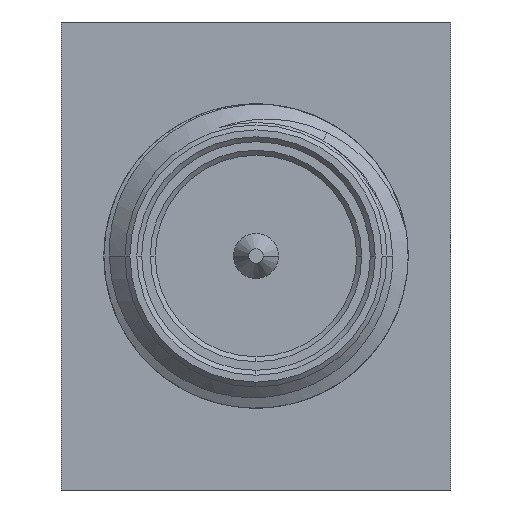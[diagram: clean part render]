
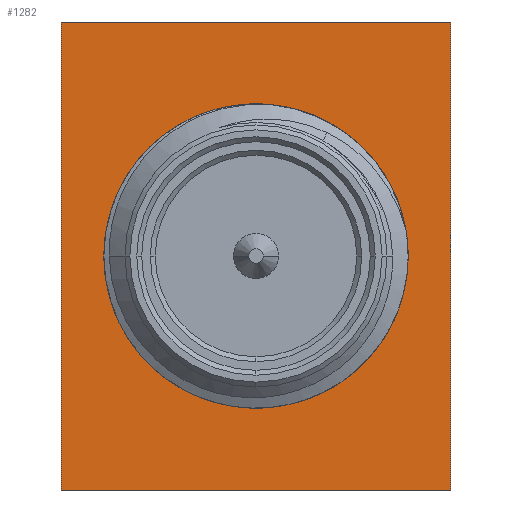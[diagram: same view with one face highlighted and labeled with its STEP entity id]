
A CAD part, left-side view. The second image highlights one B-rep face of the part: STEP entity #1282.
In plain terms, the highlighted planar face has unit normal (-1, 0, 0).
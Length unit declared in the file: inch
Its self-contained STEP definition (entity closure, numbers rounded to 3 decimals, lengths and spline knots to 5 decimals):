
#28 = CARTESIAN_POINT ( 'NONE',  ( -0.04921, -0.15591, 0.1874 ) ) ;
#109 = FACE_OUTER_BOUND ( 'NONE', #889, .T. ) ;
#396 = DIRECTION ( 'NONE',  ( 0., 1., 0. ) ) ;
#402 = CARTESIAN_POINT ( 'NONE',  ( -0.04921, 0.15591, -0.1874 ) ) ;
#464 = LINE ( 'NONE', #482, #4408 ) ;
#482 = CARTESIAN_POINT ( 'NONE',  ( -0.04921, -0.15591, -0.1874 ) ) ;
#505 = DIRECTION ( 'NONE',  ( 1., 0., 0. ) ) ;
#558 = CARTESIAN_POINT ( 'NONE',  ( -0.04921, -0.15591, 0.1874 ) ) ;
#679 = CARTESIAN_POINT ( 'NONE',  ( -0.04921, -0.15591, -0.1874 ) ) ;
#720 = LINE ( 'NONE', #402, #2565 ) ;
#763 = ORIENTED_EDGE ( 'NONE', *, *, #919, .T. ) ;
#808 = VERTEX_POINT ( 'NONE', #1548 ) ;
#833 = ORIENTED_EDGE ( 'NONE', *, *, #948, .T. ) ;
#842 = CARTESIAN_POINT ( 'NONE',  ( -0.04921, 0.15591, 0.1874 ) ) ;
#866 = ORIENTED_EDGE ( 'NONE', *, *, #2828, .F. ) ;
#889 = EDGE_LOOP ( 'NONE', ( #2035, #763, #3645, #833 ) ) ;
#919 = EDGE_CURVE ( 'NONE', #2633, #2041, #464, .T. ) ;
#948 = EDGE_CURVE ( 'NONE', #4124, #808, #2624, .T. ) ;
#974 = DIRECTION ( 'NONE',  ( -1., 0., 0. ) ) ;
#1028 = AXIS2_PLACEMENT_3D ( 'NONE', #4684, #974, #1780 ) ;
#1074 = CARTESIAN_POINT ( 'NONE',  ( -0.04921, 0.10492, 0. ) ) ;
#1127 = ORIENTED_EDGE ( 'NONE', *, *, #2238, .T. ) ;
#1129 = DIRECTION ( 'NONE',  ( 0., -1., 0. ) ) ;
#1156 = AXIS2_PLACEMENT_3D ( 'NONE', #1316, #505, #1286 ) ;
#1173 = VECTOR ( 'NONE', #3747, 39.37008 ) ;
#1227 = FACE_BOUND ( 'NONE', #4603, .T. ) ;
#1248 = AXIS2_PLACEMENT_3D ( 'NONE', #4098, #2219, #396 ) ;
#1251 = DIRECTION ( 'NONE',  ( 0., 0., 1. ) ) ;
#1282 = ADVANCED_FACE ( 'NONE', ( #109, #1227 ), #1407, .T. ) ;
#1286 = DIRECTION ( 'NONE',  ( 0., 1., 0. ) ) ;
#1316 = CARTESIAN_POINT ( 'NONE',  ( -0.04921, 0., 0. ) ) ;
#1407 = PLANE ( 'NONE',  #1028 ) ;
#1434 = CARTESIAN_POINT ( 'NONE',  ( -0.04921, -0.10492, 0. ) ) ;
#1548 = CARTESIAN_POINT ( 'NONE',  ( -0.04921, 0.15591, -0.1874 ) ) ;
#1625 = DIRECTION ( 'NONE',  ( 0., 0., -1. ) ) ;
#1780 = DIRECTION ( 'NONE',  ( 0., 0., 1. ) ) ;
#1809 = CARTESIAN_POINT ( 'NONE',  ( -0.04921, 0.15591, 0.1874 ) ) ;
#1935 = VERTEX_POINT ( 'NONE', #1434 ) ;
#2035 = ORIENTED_EDGE ( 'NONE', *, *, #2099, .T. ) ;
#2041 = VERTEX_POINT ( 'NONE', #558 ) ;
#2073 = EDGE_CURVE ( 'NONE', #2041, #4124, #2157, .T. ) ;
#2099 = EDGE_CURVE ( 'NONE', #808, #2633, #720, .T. ) ;
#2157 = LINE ( 'NONE', #28, #1173 ) ;
#2219 = DIRECTION ( 'NONE',  ( -1., 0., 0. ) ) ;
#2238 = EDGE_CURVE ( 'NONE', #2687, #1935, #2444, .T. ) ;
#2390 = CIRCLE ( 'NONE', #1248, 0.10492 ) ;
#2444 = CIRCLE ( 'NONE', #1156, 0.10492 ) ;
#2565 = VECTOR ( 'NONE', #1129, 39.37008 ) ;
#2624 = LINE ( 'NONE', #842, #3266 ) ;
#2633 = VERTEX_POINT ( 'NONE', #679 ) ;
#2687 = VERTEX_POINT ( 'NONE', #1074 ) ;
#2828 = EDGE_CURVE ( 'NONE', #2687, #1935, #2390, .T. ) ;
#3266 = VECTOR ( 'NONE', #1625, 39.37008 ) ;
#3645 = ORIENTED_EDGE ( 'NONE', *, *, #2073, .T. ) ;
#3747 = DIRECTION ( 'NONE',  ( 0., 1., 0. ) ) ;
#4098 = CARTESIAN_POINT ( 'NONE',  ( -0.04921, 0., 0. ) ) ;
#4124 = VERTEX_POINT ( 'NONE', #1809 ) ;
#4408 = VECTOR ( 'NONE', #1251, 39.37008 ) ;
#4603 = EDGE_LOOP ( 'NONE', ( #866, #1127 ) ) ;
#4684 = CARTESIAN_POINT ( 'NONE',  ( -0.04921, 0., 0. ) ) ;
